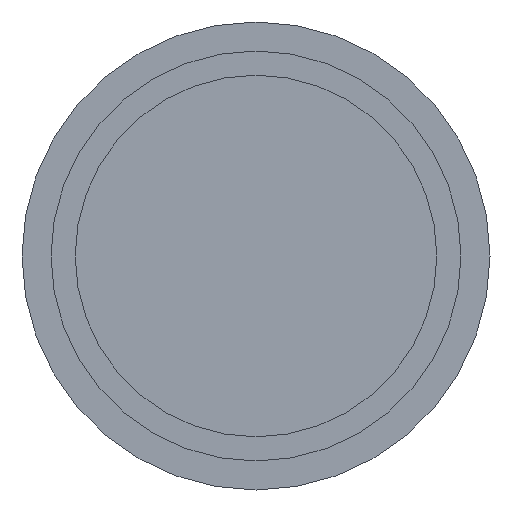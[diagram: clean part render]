
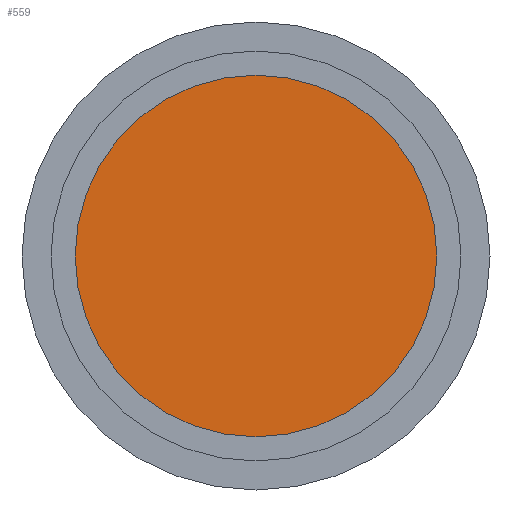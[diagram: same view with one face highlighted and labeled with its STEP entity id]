
A CAD part, front view. The second image highlights one B-rep face of the part: STEP entity #559.
In plain terms, the highlighted planar face has unit normal (0, -1, 0).
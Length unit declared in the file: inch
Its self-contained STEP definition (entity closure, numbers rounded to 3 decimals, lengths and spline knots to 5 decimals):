
#4 = EDGE_CURVE ( 'NONE', #760, #761, #562, .T. ) ;
#36 = FACE_OUTER_BOUND ( 'NONE', #1007, .T. ) ;
#94 = CARTESIAN_POINT ( 'NONE',  ( 0., 0., 0. ) ) ;
#98 = DIRECTION ( 'NONE',  ( 0., -1., 0. ) ) ;
#99 = DIRECTION ( 'NONE',  ( 0., 0., -1. ) ) ;
#354 = PLANE ( 'NONE',  #821 ) ;
#355 = CARTESIAN_POINT ( 'NONE',  ( 0., 0., 0. ) ) ;
#356 = DIRECTION ( 'NONE',  ( 0., -1., 0. ) ) ;
#357 = DIRECTION ( 'NONE',  ( 0., 0., -1. ) ) ;
#386 = CARTESIAN_POINT ( 'NONE',  ( 0., 0., -0.5795 ) ) ;
#387 = CARTESIAN_POINT ( 'NONE',  ( 0., 0., 0.5795 ) ) ;
#445 = CARTESIAN_POINT ( 'NONE',  ( 0., 0., 0. ) ) ;
#446 = DIRECTION ( 'NONE',  ( 0., -1., 0. ) ) ;
#447 = DIRECTION ( 'NONE',  ( 0., 0., -1. ) ) ;
#559 = ADVANCED_FACE ( 'NONE', ( #36 ), #354, .T. ) ;
#562 = CIRCLE ( 'NONE', #831, 0.5795 ) ;
#600 = CIRCLE ( 'NONE', #870, 0.5795 ) ;
#713 = ORIENTED_EDGE ( 'NONE', *, *, #4, .T. ) ;
#730 = ORIENTED_EDGE ( 'NONE', *, *, #995, .T. ) ;
#760 = VERTEX_POINT ( 'NONE', #386 ) ;
#761 = VERTEX_POINT ( 'NONE', #387 ) ;
#821 = AXIS2_PLACEMENT_3D ( 'NONE', #355, #356, #357 ) ;
#831 = AXIS2_PLACEMENT_3D ( 'NONE', #94, #98, #99 ) ;
#870 = AXIS2_PLACEMENT_3D ( 'NONE', #445, #446, #447 ) ;
#995 = EDGE_CURVE ( 'NONE', #761, #760, #600, .T. ) ;
#1007 = EDGE_LOOP ( 'NONE', ( #730, #713 ) ) ;
